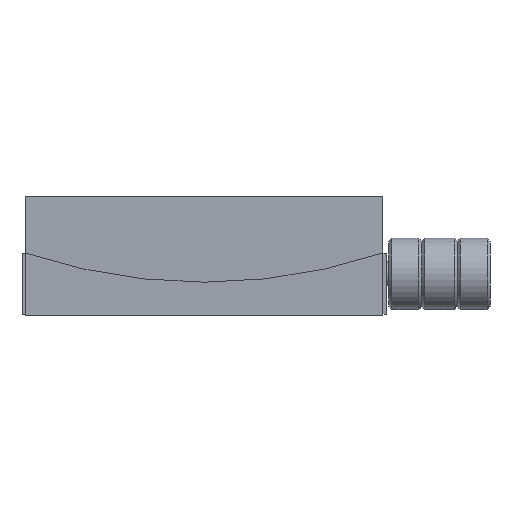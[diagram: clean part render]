
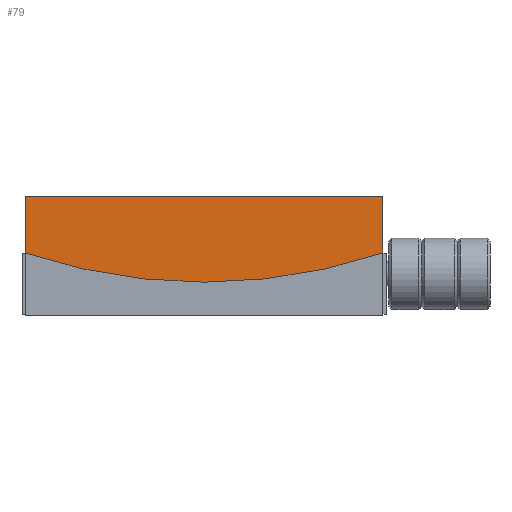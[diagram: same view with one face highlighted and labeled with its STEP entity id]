
A CAD part, front view. The second image highlights one B-rep face of the part: STEP entity #79.
In plain terms, the highlighted planar face has unit normal (0, -1, 0).
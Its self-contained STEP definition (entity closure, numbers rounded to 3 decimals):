
#19 = VERTEX_POINT ( 'NONE', #6755 ) ;
#21 = EDGE_CURVE ( 'NONE', #19, #22, #6754, .T. ) ;
#22 = VERTEX_POINT ( 'NONE', #6750 ) ;
#30 = EDGE_CURVE ( 'NONE', #19, #6530, #6741, .T. ) ;
#79 = ADVANCED_FACE ( 'NONE', ( #6849 ), #6848, .T. ) ;
#80 = EDGE_LOOP ( 'NONE', ( #81, #140, #141, #142, #144 ) ) ;
#81 = ORIENTED_EDGE ( 'NONE', *, *, #21, .F. ) ;
#100 = EDGE_CURVE ( 'NONE', #22, #101, #6879, .T. ) ;
#101 = VERTEX_POINT ( 'NONE', #6875 ) ;
#140 = ORIENTED_EDGE ( 'NONE', *, *, #30, .T. ) ;
#141 = ORIENTED_EDGE ( 'NONE', *, *, #6529, .T. ) ;
#142 = ORIENTED_EDGE ( 'NONE', *, *, #143, .T. ) ;
#143 = EDGE_CURVE ( 'NONE', #6527, #101, #6950, .T. ) ;
#144 = ORIENTED_EDGE ( 'NONE', *, *, #100, .F. ) ;
#6527 = VERTEX_POINT ( 'NONE', #24674 ) ;
#6529 = EDGE_CURVE ( 'NONE', #6530, #6527, #24673, .T. ) ;
#6530 = VERTEX_POINT ( 'NONE', #24668 ) ;
#6737 = DIRECTION ( 'NONE',  ( 0., 0., -1. ) ) ;
#6738 = VECTOR ( 'NONE', #6737, 1000. ) ;
#6739 = CARTESIAN_POINT ( 'NONE',  ( -30., -30., 2.75 ) ) ;
#6741 = LINE ( 'NONE', #6739, #6738 ) ;
#6750 = CARTESIAN_POINT ( 'NONE',  ( 30., -30., 12.25 ) ) ;
#6751 = DIRECTION ( 'NONE',  ( 1., 0., 0. ) ) ;
#6752 = VECTOR ( 'NONE', #6751, 1000. ) ;
#6753 = CARTESIAN_POINT ( 'NONE',  ( -90.747, -30., 12.25 ) ) ;
#6754 = LINE ( 'NONE', #6753, #6752 ) ;
#6755 = CARTESIAN_POINT ( 'NONE',  ( -30., -30., 12.25 ) ) ;
#6844 = DIRECTION ( 'NONE',  ( 0., 0., -1. ) ) ;
#6845 = DIRECTION ( 'NONE',  ( 0., -1., 0. ) ) ;
#6846 = CARTESIAN_POINT ( 'NONE',  ( -90.747, -30., 2.75 ) ) ;
#6847 = AXIS2_PLACEMENT_3D ( 'NONE', #6846, #6845, #6844 ) ;
#6848 = PLANE ( 'NONE',  #6847 ) ;
#6849 = FACE_OUTER_BOUND ( 'NONE', #80, .T. ) ;
#6875 = CARTESIAN_POINT ( 'NONE',  ( 30., -30., 2.75 ) ) ;
#6876 = DIRECTION ( 'NONE',  ( 0., 0., -1. ) ) ;
#6877 = VECTOR ( 'NONE', #6876, 1000. ) ;
#6878 = CARTESIAN_POINT ( 'NONE',  ( 30., -30., 2.75 ) ) ;
#6879 = LINE ( 'NONE', #6878, #6877 ) ;
#6946 = DIRECTION ( 'NONE',  ( 0., 0., -1. ) ) ;
#6947 = DIRECTION ( 'NONE',  ( 0., -1., 0. ) ) ;
#6948 = CARTESIAN_POINT ( 'NONE',  ( 0., -30., 92.25 ) ) ;
#6949 = AXIS2_PLACEMENT_3D ( 'NONE', #6948, #6947, #6946 ) ;
#6950 = CIRCLE ( 'NONE', #6949, 94.394 ) ;
#24668 = CARTESIAN_POINT ( 'NONE',  ( -30., -30., 2.75 ) ) ;
#24669 = DIRECTION ( 'NONE',  ( 0., 0., -1. ) ) ;
#24670 = DIRECTION ( 'NONE',  ( 0., -1., 0. ) ) ;
#24671 = CARTESIAN_POINT ( 'NONE',  ( 0., -30., 92.25 ) ) ;
#24672 = AXIS2_PLACEMENT_3D ( 'NONE', #24671, #24670, #24669 ) ;
#24673 = CIRCLE ( 'NONE', #24672, 94.394 ) ;
#24674 = CARTESIAN_POINT ( 'NONE',  ( 0., -30., -2.144 ) ) ;
